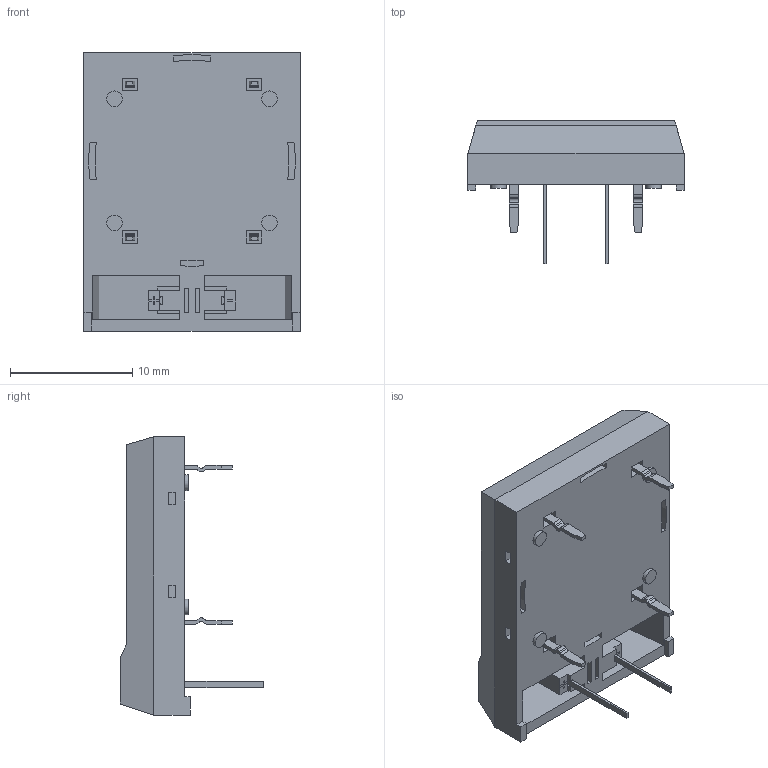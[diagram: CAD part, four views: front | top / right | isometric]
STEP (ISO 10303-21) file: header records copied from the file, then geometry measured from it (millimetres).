
FILE_DESCRIPTION(/* description */ ('STEP AP214'),/* implementation_level */ '2;1');
FILE_NAME(/* name */ 'JF15RP2CC',/* time_stamp */ '2023-05-17T17:44:26+02:00',/* author */ ('License CC BY-ND 4.0'),/* organization */ ('CADENAS'),/* preprocessor_version */ 'ST-DEVELOPER v19.3',/* originating_system */ 'PARTsolutions',/* authorisation */ ' ');
FILE_SCHEMA (('AP203_CONFIGURATION_CONTROLLED_3D_DESIGN_OF_MECHANICAL_PARTS_AND_ASSEMBLIES_MIM_LF { 1 0 10303 203 3 1 4 }','AUTOMOTIVE_DESIGN {1 0 10303 214 3 1 1}'));
Length unit declared in the file: inch
Products named in the file (5): JF15RP2CC; R2C-actuator; JFRC2C-led; RJF-terminal; JFR2-housing
Assembly tree (4 placements, depth 2):
  JF15RP2CC
    R2C-actuator
    JFRC2C-led
    RJF-terminal
    JFR2-housing
Bounding box: 17.7 x 11.71 x 22.78 mm (x, y, z)
Volume: 1777.1 mm3; surface area: 2513.2 mm2
Topology: 4 solids, 4 shells, 264 faces, 695 edges, 461 vertices
Faces by surface type: plane 226, cylinder 38
Full cylindrical faces by diameter (mm): 1.27 x4, 13.995 x2
Entity records: 8147 total; most frequent: CARTESIAN_POINT 1417, ORIENTED_EDGE 1376, DIRECTION 1302, EDGE_CURVE 688, LINE 612, VECTOR 612, VERTEX_POINT 460, AXIS2_PLACEMENT_3D 345
